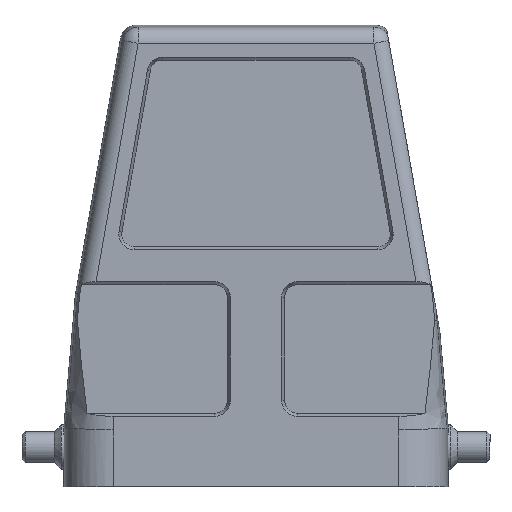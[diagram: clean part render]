
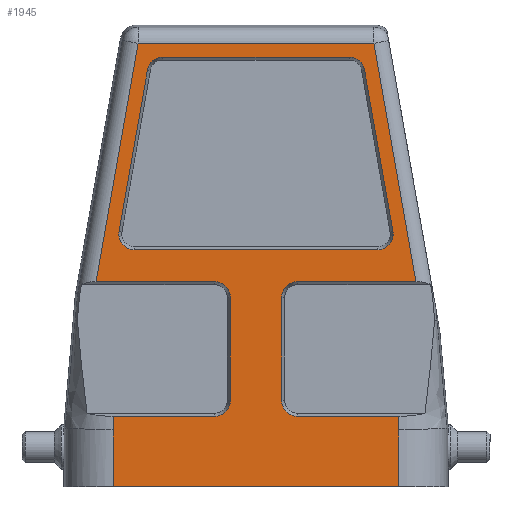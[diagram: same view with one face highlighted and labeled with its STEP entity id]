
A CAD part, front view. The second image highlights one B-rep face of the part: STEP entity #1945.
In plain terms, the highlighted planar face has unit normal (0, -1, 0).
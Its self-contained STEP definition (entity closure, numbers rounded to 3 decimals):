
#1666=FACE_BOUND('',#2590,.T.);
#1667=FACE_BOUND('',#2591,.T.);
#1837=CIRCLE('',#9410,2.4);
#1838=CIRCLE('',#9411,2.4);
#1839=CIRCLE('',#9412,2.4);
#1840=CIRCLE('',#9413,2.4);
#1841=CIRCLE('',#9414,2.5);
#1842=CIRCLE('',#9415,2.5);
#1843=CIRCLE('',#9416,2.5);
#1844=CIRCLE('',#9417,2.5);
#1910=(
BOUNDED_CURVE()
B_SPLINE_CURVE(3,(#13328,#13329,#13330,#13331,#13332,#13333,#13334),
 .UNSPECIFIED.,.F.,.F.)
B_SPLINE_CURVE_WITH_KNOTS((4,3,4),(0.,0.667,1.),
 .UNSPECIFIED.)
CURVE()
GEOMETRIC_REPRESENTATION_ITEM()
RATIONAL_B_SPLINE_CURVE((1.,1.,1.,1.,1.,1.,1.))
REPRESENTATION_ITEM('')
);
#1911=(
BOUNDED_CURVE()
B_SPLINE_CURVE(3,(#13359,#13360,#13361,#13362,#13363,#13364,#13365),
 .UNSPECIFIED.,.F.,.F.)
B_SPLINE_CURVE_WITH_KNOTS((4,3,4),(0.,0.333,1.),
 .UNSPECIFIED.)
CURVE()
GEOMETRIC_REPRESENTATION_ITEM()
RATIONAL_B_SPLINE_CURVE((1.,1.,1.,1.,1.,1.,1.))
REPRESENTATION_ITEM('')
);
#1945=ADVANCED_FACE('',(#1666,#1667),#2193,.F.);
#2193=PLANE('',#9418);
#2590=EDGE_LOOP('',(#3134,#3135,#3136,#3137,#3138,#3139,#3140,#3141));
#2591=EDGE_LOOP('',(#3142,#3143,#3144,#3145,#3146,#3147,#3148,#3149,#3150,
#3151,#3152,#3153,#3154,#3155,#3156,#3157,#3158,#3159));
#3134=ORIENTED_EDGE('',*,*,#4799,.T.);
#3135=ORIENTED_EDGE('',*,*,#4800,.T.);
#3136=ORIENTED_EDGE('',*,*,#4801,.F.);
#3137=ORIENTED_EDGE('',*,*,#4802,.F.);
#3138=ORIENTED_EDGE('',*,*,#4803,.F.);
#3139=ORIENTED_EDGE('',*,*,#4804,.T.);
#3140=ORIENTED_EDGE('',*,*,#4805,.T.);
#3141=ORIENTED_EDGE('',*,*,#4806,.T.);
#3142=ORIENTED_EDGE('',*,*,#4807,.T.);
#3143=ORIENTED_EDGE('',*,*,#4785,.T.);
#3144=ORIENTED_EDGE('',*,*,#4808,.T.);
#3145=ORIENTED_EDGE('',*,*,#4809,.T.);
#3146=ORIENTED_EDGE('',*,*,#4810,.T.);
#3147=ORIENTED_EDGE('',*,*,#4811,.T.);
#3148=ORIENTED_EDGE('',*,*,#4812,.T.);
#3149=ORIENTED_EDGE('',*,*,#4813,.T.);
#3150=ORIENTED_EDGE('',*,*,#4814,.T.);
#3151=ORIENTED_EDGE('',*,*,#4615,.T.);
#3152=ORIENTED_EDGE('',*,*,#4815,.T.);
#3153=ORIENTED_EDGE('',*,*,#4816,.T.);
#3154=ORIENTED_EDGE('',*,*,#4817,.F.);
#3155=ORIENTED_EDGE('',*,*,#4818,.F.);
#3156=ORIENTED_EDGE('',*,*,#4819,.F.);
#3157=ORIENTED_EDGE('',*,*,#4820,.F.);
#3158=ORIENTED_EDGE('',*,*,#4821,.F.);
#3159=ORIENTED_EDGE('',*,*,#4822,.T.);
#4177=VERTEX_POINT('',#12821);
#4180=VERTEX_POINT('',#12830);
#4338=VERTEX_POINT('',#13282);
#4339=VERTEX_POINT('',#13283);
#4350=VERTEX_POINT('',#13309);
#4351=VERTEX_POINT('',#13310);
#4352=VERTEX_POINT('',#13312);
#4353=VERTEX_POINT('',#13314);
#4354=VERTEX_POINT('',#13316);
#4355=VERTEX_POINT('',#13318);
#4356=VERTEX_POINT('',#13320);
#4357=VERTEX_POINT('',#13322);
#4358=VERTEX_POINT('',#13325);
#4359=VERTEX_POINT('',#13327);
#4360=VERTEX_POINT('',#13335);
#4361=VERTEX_POINT('',#13337);
#4362=VERTEX_POINT('',#13339);
#4363=VERTEX_POINT('',#13341);
#4364=VERTEX_POINT('',#13343);
#4365=VERTEX_POINT('',#13346);
#4366=VERTEX_POINT('',#13348);
#4367=VERTEX_POINT('',#13350);
#4368=VERTEX_POINT('',#13352);
#4369=VERTEX_POINT('',#13354);
#4370=VERTEX_POINT('',#13356);
#4371=VERTEX_POINT('',#13358);
#4615=EDGE_CURVE('',#4180,#4177,#7020,.T.);
#4785=EDGE_CURVE('',#4338,#4339,#7138,.T.);
#4799=EDGE_CURVE('',#4350,#4351,#7144,.T.);
#4800=EDGE_CURVE('',#4351,#4352,#1837,.T.);
#4801=EDGE_CURVE('',#4353,#4352,#7145,.T.);
#4802=EDGE_CURVE('',#4354,#4353,#1838,.T.);
#4803=EDGE_CURVE('',#4355,#4354,#7146,.T.);
#4804=EDGE_CURVE('',#4355,#4356,#1839,.T.);
#4805=EDGE_CURVE('',#4356,#4357,#7147,.T.);
#4806=EDGE_CURVE('',#4357,#4350,#1840,.T.);
#4807=EDGE_CURVE('',#4358,#4338,#7148,.T.);
#4808=EDGE_CURVE('',#4339,#4359,#7149,.T.);
#4809=EDGE_CURVE('',#4359,#4360,#1910,.T.);
#4810=EDGE_CURVE('',#4360,#4361,#7150,.T.);
#4811=EDGE_CURVE('',#4361,#4362,#1841,.T.);
#4812=EDGE_CURVE('',#4362,#4363,#7151,.T.);
#4813=EDGE_CURVE('',#4363,#4364,#1842,.T.);
#4814=EDGE_CURVE('',#4364,#4180,#7152,.T.);
#4815=EDGE_CURVE('',#4177,#4365,#7153,.T.);
#4816=EDGE_CURVE('',#4365,#4366,#7154,.T.);
#4817=EDGE_CURVE('',#4367,#4366,#7155,.T.);
#4818=EDGE_CURVE('',#4368,#4367,#1843,.T.);
#4819=EDGE_CURVE('',#4369,#4368,#7156,.T.);
#4820=EDGE_CURVE('',#4370,#4369,#1844,.T.);
#4821=EDGE_CURVE('',#4371,#4370,#7157,.T.);
#4822=EDGE_CURVE('',#4371,#4358,#1911,.T.);
#7020=LINE('',#12829,#7583);
#7138=LINE('',#13281,#7701);
#7144=LINE('',#13308,#7707);
#7145=LINE('',#13313,#7708);
#7146=LINE('',#13317,#7709);
#7147=LINE('',#13321,#7710);
#7148=LINE('',#13324,#7711);
#7149=LINE('',#13326,#7712);
#7150=LINE('',#13336,#7713);
#7151=LINE('',#13340,#7714);
#7152=LINE('',#13344,#7715);
#7153=LINE('',#13345,#7716);
#7154=LINE('',#13347,#7717);
#7155=LINE('',#13349,#7718);
#7156=LINE('',#13353,#7719);
#7157=LINE('',#13357,#7720);
#7583=VECTOR('',#9921,1.);
#7701=VECTOR('',#10149,1.);
#7707=VECTOR('',#10173,1.);
#7708=VECTOR('',#10176,1.);
#7709=VECTOR('',#10179,1.);
#7710=VECTOR('',#10182,1.);
#7711=VECTOR('',#10185,1.);
#7712=VECTOR('',#10186,1.);
#7713=VECTOR('',#10187,1.);
#7714=VECTOR('',#10190,1.);
#7715=VECTOR('',#10193,1.);
#7716=VECTOR('',#10194,1.);
#7717=VECTOR('',#10195,1.);
#7718=VECTOR('',#10196,1.);
#7719=VECTOR('',#10199,1.);
#7720=VECTOR('',#10202,1.);
#9410=AXIS2_PLACEMENT_3D('',#13311,#10174,#10175);
#9411=AXIS2_PLACEMENT_3D('',#13315,#10177,#10178);
#9412=AXIS2_PLACEMENT_3D('',#13319,#10180,#10181);
#9413=AXIS2_PLACEMENT_3D('',#13323,#10183,#10184);
#9414=AXIS2_PLACEMENT_3D('',#13338,#10188,#10189);
#9415=AXIS2_PLACEMENT_3D('',#13342,#10191,#10192);
#9416=AXIS2_PLACEMENT_3D('',#13351,#10197,#10198);
#9417=AXIS2_PLACEMENT_3D('',#13355,#10200,#10201);
#9418=AXIS2_PLACEMENT_3D('',#13366,#10203,#10204);
#9921=DIRECTION('',(-0.174,0.,0.985));
#10149=DIRECTION('',(1.,0.,0.));
#10173=DIRECTION('',(0.174,0.,0.985));
#10174=DIRECTION('',(0.,1.,0.));
#10175=DIRECTION('',(0.,0.,1.));
#10176=DIRECTION('',(-1.,0.,0.));
#10177=DIRECTION('',(0.,-1.,0.));
#10178=DIRECTION('',(0.,0.,1.));
#10179=DIRECTION('',(-0.174,0.,0.985));
#10180=DIRECTION('',(0.,1.,0.));
#10181=DIRECTION('',(0.,0.,1.));
#10182=DIRECTION('',(-1.,0.,0.));
#10183=DIRECTION('',(0.,1.,0.));
#10184=DIRECTION('',(0.,0.,1.));
#10185=DIRECTION('',(0.,0.,-1.));
#10186=DIRECTION('',(0.,0.,1.));
#10187=DIRECTION('',(-1.,0.,0.));
#10188=DIRECTION('',(0.,1.,0.));
#10189=DIRECTION('',(0.,0.,1.));
#10190=DIRECTION('',(0.,0.,1.));
#10191=DIRECTION('',(0.,1.,0.));
#10192=DIRECTION('',(0.,0.,1.));
#10193=DIRECTION('',(1.,0.,0.));
#10194=DIRECTION('',(-1.,0.,0.));
#10195=DIRECTION('',(-0.174,0.,-0.985));
#10196=DIRECTION('',(-1.,0.,0.));
#10197=DIRECTION('',(0.,-1.,0.));
#10198=DIRECTION('',(0.,0.,1.));
#10199=DIRECTION('',(0.,0.,1.));
#10200=DIRECTION('',(0.,-1.,0.));
#10201=DIRECTION('',(0.,0.,1.));
#10202=DIRECTION('',(1.,0.,0.));
#10203=DIRECTION('',(0.,1.,0.));
#10204=DIRECTION('',(0.,0.,1.));
#12821=CARTESIAN_POINT('',(18.394,-21.5,60.018));
#12829=CARTESIAN_POINT('',(23.949,-21.5,28.513));
#12830=CARTESIAN_POINT('',(24.947,-21.5,22.85));
#13281=CARTESIAN_POINT('',(-23.214,-21.5,-9.15));
#13282=CARTESIAN_POINT('',(-22.264,-21.5,-9.15));
#13283=CARTESIAN_POINT('',(22.264,-21.5,-9.15));
#13308=CARTESIAN_POINT('',(-21.778,-21.5,28.339));
#13309=CARTESIAN_POINT('',(-21.368,-21.5,30.667));
#13310=CARTESIAN_POINT('',(-16.924,-21.5,55.867));
#13311=CARTESIAN_POINT('',(-14.561,-21.5,55.45));
#13312=CARTESIAN_POINT('',(-14.561,-21.5,57.85));
#13313=CARTESIAN_POINT('',(-23.214,-21.5,57.85));
#13314=CARTESIAN_POINT('',(14.561,-21.5,57.85));
#13315=CARTESIAN_POINT('',(14.561,-21.5,55.45));
#13316=CARTESIAN_POINT('',(16.924,-21.5,55.867));
#13317=CARTESIAN_POINT('',(21.814,-21.5,28.136));
#13318=CARTESIAN_POINT('',(21.368,-21.5,30.667));
#13319=CARTESIAN_POINT('',(19.004,-21.5,30.25));
#13320=CARTESIAN_POINT('',(19.004,-21.5,27.85));
#13321=CARTESIAN_POINT('',(-19.004,-21.5,27.85));
#13322=CARTESIAN_POINT('',(-19.004,-21.5,27.85));
#13323=CARTESIAN_POINT('',(-19.004,-21.5,30.25));
#13324=CARTESIAN_POINT('',(-22.264,-21.5,20.197));
#13325=CARTESIAN_POINT('',(-22.264,-21.5,-0.274));
#13326=CARTESIAN_POINT('',(22.264,-21.5,20.197));
#13327=CARTESIAN_POINT('',(22.264,-21.5,-0.274));
#13328=CARTESIAN_POINT('',(25.901,-21.5,-41.907));
#13329=CARTESIAN_POINT('',(24.698,-21.5,-28.157));
#13330=CARTESIAN_POINT('',(23.495,-21.5,-14.408));
#13331=CARTESIAN_POINT('',(22.292,-21.5,-0.658));
#13332=CARTESIAN_POINT('',(21.691,-21.5,6.214));
#13333=CARTESIAN_POINT('',(26.464,-21.5,13.556));
#13334=CARTESIAN_POINT('',(25.863,-21.5,20.429));
#13335=CARTESIAN_POINT('',(22.291,-21.5,1.85));
#13336=CARTESIAN_POINT('',(-23.214,-21.5,1.85));
#13337=CARTESIAN_POINT('',(6.5,-21.5,1.85));
#13338=CARTESIAN_POINT('',(6.5,-21.5,4.35));
#13339=CARTESIAN_POINT('',(4.,-21.5,4.35));
#13340=CARTESIAN_POINT('',(4.,-21.5,20.197));
#13341=CARTESIAN_POINT('',(4.,-21.5,20.35));
#13342=CARTESIAN_POINT('',(6.5,-21.5,20.35));
#13343=CARTESIAN_POINT('',(6.5,-21.5,22.85));
#13344=CARTESIAN_POINT('',(-23.214,-21.5,22.85));
#13345=CARTESIAN_POINT('',(-23.214,-21.5,60.018));
#13346=CARTESIAN_POINT('',(-18.394,-21.5,60.018));
#13347=CARTESIAN_POINT('',(-25.349,-21.5,20.573));
#13348=CARTESIAN_POINT('',(-24.947,-21.5,22.85));
#13349=CARTESIAN_POINT('',(-23.214,-21.5,22.85));
#13350=CARTESIAN_POINT('',(-6.5,-21.5,22.85));
#13351=CARTESIAN_POINT('',(-6.5,-21.5,20.35));
#13352=CARTESIAN_POINT('',(-4.,-21.5,20.35));
#13353=CARTESIAN_POINT('',(-4.,-21.5,20.197));
#13354=CARTESIAN_POINT('',(-4.,-21.5,4.35));
#13355=CARTESIAN_POINT('',(-6.5,-21.5,4.35));
#13356=CARTESIAN_POINT('',(-6.5,-21.5,1.85));
#13357=CARTESIAN_POINT('',(-23.214,-21.5,1.85));
#13358=CARTESIAN_POINT('',(-22.291,-21.5,1.85));
#13359=CARTESIAN_POINT('',(-25.863,-21.5,20.429));
#13360=CARTESIAN_POINT('',(-26.464,-21.5,13.556));
#13361=CARTESIAN_POINT('',(-21.691,-21.5,6.214));
#13362=CARTESIAN_POINT('',(-22.292,-21.5,-0.658));
#13363=CARTESIAN_POINT('',(-23.495,-21.5,-14.408));
#13364=CARTESIAN_POINT('',(-24.698,-21.5,-28.157));
#13365=CARTESIAN_POINT('',(-25.901,-21.5,-41.907));
#13366=CARTESIAN_POINT('',(-23.214,-21.5,20.197));
